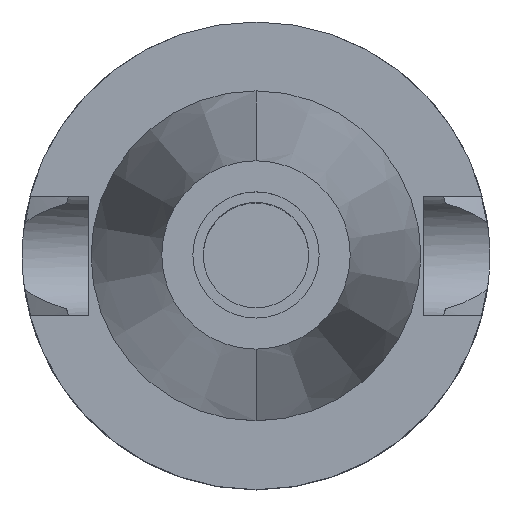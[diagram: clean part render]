
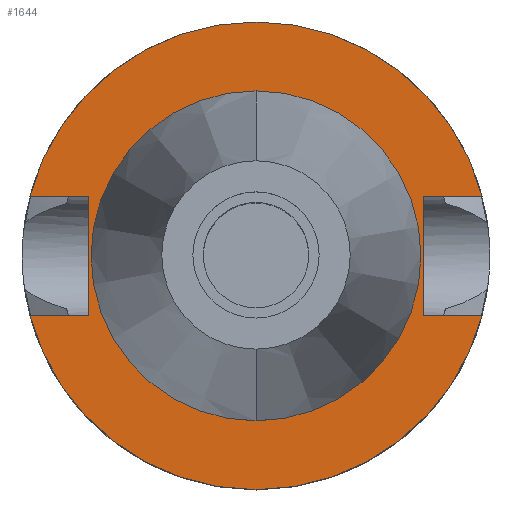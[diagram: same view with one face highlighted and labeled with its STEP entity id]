
A CAD part, top view. The second image highlights one B-rep face of the part: STEP entity #1644.
In plain terms, the highlighted planar face has unit normal (0, 0, 1).
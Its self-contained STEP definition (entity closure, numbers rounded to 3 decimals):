
#94=DIRECTION('',(0.,1.,0.));
#95=VECTOR('',#94,16.1);
#96=CARTESIAN_POINT('',(-22.5,-8.05,-1.));
#97=LINE('',#96,#95);
#101=DIRECTION('',(-1.,0.,0.));
#102=VECTOR('',#101,7.954);
#103=CARTESIAN_POINT('',(-22.5,8.05,-1.));
#104=LINE('',#103,#102);
#108=CARTESIAN_POINT('',(0.,0.,-1.));
#109=DIRECTION('',(0.,0.,-1.));
#110=DIRECTION('',(-0.967,0.256,0.));
#111=AXIS2_PLACEMENT_3D('',#108,#109,#110);
#116=CARTESIAN_POINT('',(0.,0.,-1.));
#117=DIRECTION('',(0.,0.,-1.));
#118=DIRECTION('',(0.,1.,0.));
#119=AXIS2_PLACEMENT_3D('',#116,#117,#118);
#124=DIRECTION('',(0.,-1.,0.));
#125=VECTOR('',#124,16.1);
#126=CARTESIAN_POINT('',(22.5,8.05,-1.));
#127=LINE('',#126,#125);
#131=DIRECTION('',(1.,0.,0.));
#132=VECTOR('',#131,7.954);
#133=CARTESIAN_POINT('',(22.5,-8.05,-1.));
#134=LINE('',#133,#132);
#138=CARTESIAN_POINT('',(0.,0.,-1.));
#139=DIRECTION('',(0.,0.,-1.));
#140=DIRECTION('',(0.967,-0.256,0.));
#141=AXIS2_PLACEMENT_3D('',#138,#139,#140);
#146=CARTESIAN_POINT('',(0.,0.,-1.));
#147=DIRECTION('',(0.,0.,-1.));
#148=DIRECTION('',(0.,-1.,0.));
#149=AXIS2_PLACEMENT_3D('',#146,#147,#148);
#154=CARTESIAN_POINT('',(0.,0.,-1.));
#155=DIRECTION('',(0.,0.,1.));
#156=DIRECTION('',(0.,1.,0.));
#157=AXIS2_PLACEMENT_3D('',#154,#155,#156);
#162=CARTESIAN_POINT('',(0.,0.,-1.));
#163=DIRECTION('',(0.,0.,1.));
#164=DIRECTION('',(0.,-1.,0.));
#165=AXIS2_PLACEMENT_3D('',#162,#163,#164);
#200=DIRECTION('',(-1.,0.,0.));
#201=VECTOR('',#200,7.954);
#202=CARTESIAN_POINT('',(-22.5,-8.05,-1.));
#203=LINE('',#202,#201);
#337=DIRECTION('',(1.,0.,0.));
#338=VECTOR('',#337,7.954);
#339=CARTESIAN_POINT('',(22.5,8.05,-1.));
#340=LINE('',#339,#338);
#1370=CARTESIAN_POINT('',(0.,22.225,-1.));
#1371=VERTEX_POINT('',#1370);
#1372=CARTESIAN_POINT('',(0.,-22.225,-1.));
#1373=VERTEX_POINT('',#1372);
#1374=CARTESIAN_POINT('',(-22.5,-8.05,-1.));
#1375=CARTESIAN_POINT('',(-22.5,8.05,-1.));
#1376=VERTEX_POINT('',#1374);
#1377=VERTEX_POINT('',#1375);
#1378=CARTESIAN_POINT('',(-30.454,8.05,-1.));
#1379=VERTEX_POINT('',#1378);
#1380=CARTESIAN_POINT('',(0.,31.5,-1.));
#1381=CARTESIAN_POINT('',(30.454,8.05,-1.));
#1382=VERTEX_POINT('',#1380);
#1383=VERTEX_POINT('',#1381);
#1384=CARTESIAN_POINT('',(22.5,8.05,-1.));
#1385=VERTEX_POINT('',#1384);
#1386=CARTESIAN_POINT('',(22.5,-8.05,-1.));
#1387=VERTEX_POINT('',#1386);
#1388=CARTESIAN_POINT('',(30.454,-8.05,-1.));
#1389=VERTEX_POINT('',#1388);
#1390=CARTESIAN_POINT('',(0.,-31.5,-1.));
#1391=CARTESIAN_POINT('',(-30.454,-8.05,-1.));
#1392=VERTEX_POINT('',#1390);
#1393=VERTEX_POINT('',#1391);
#1613=CARTESIAN_POINT('',(0.,0.,-1.));
#1614=DIRECTION('',(0.,0.,-1.));
#1615=DIRECTION('',(0.,-1.,0.));
#1616=AXIS2_PLACEMENT_3D('',#1613,#1614,#1615);
#1617=PLANE('',#1616);
#1619=ORIENTED_EDGE('',*,*,#1618,.T.);
#1621=ORIENTED_EDGE('',*,*,#1620,.T.);
#1623=ORIENTED_EDGE('',*,*,#1622,.T.);
#1625=ORIENTED_EDGE('',*,*,#1624,.T.);
#1627=ORIENTED_EDGE('',*,*,#1626,.F.);
#1629=ORIENTED_EDGE('',*,*,#1628,.T.);
#1631=ORIENTED_EDGE('',*,*,#1630,.T.);
#1633=ORIENTED_EDGE('',*,*,#1632,.T.);
#1635=ORIENTED_EDGE('',*,*,#1634,.T.);
#1637=ORIENTED_EDGE('',*,*,#1636,.F.);
#1638=EDGE_LOOP('',(#1619,#1621,#1623,#1625,#1627,#1629,#1631,#1633,#1635,
#1637));
#1639=FACE_OUTER_BOUND('',#1638,.F.);
#1640=ORIENTED_EDGE('',*,*,#1608,.T.);
#1641=ORIENTED_EDGE('',*,*,#1592,.T.);
#1642=EDGE_LOOP('',(#1640,#1641));
#1643=FACE_BOUND('',#1642,.F.);
#112=CIRCLE('',#111,31.5);
#120=CIRCLE('',#119,31.5);
#142=CIRCLE('',#141,31.5);
#150=CIRCLE('',#149,31.5);
#158=CIRCLE('',#157,22.225);
#166=CIRCLE('',#165,22.225);
#1592=EDGE_CURVE('',#1373,#1371,#166,.T.);
#1608=EDGE_CURVE('',#1371,#1373,#158,.T.);
#1618=EDGE_CURVE('',#1376,#1377,#97,.T.);
#1620=EDGE_CURVE('',#1377,#1379,#104,.T.);
#1622=EDGE_CURVE('',#1379,#1382,#112,.T.);
#1624=EDGE_CURVE('',#1382,#1383,#120,.T.);
#1626=EDGE_CURVE('',#1385,#1383,#340,.T.);
#1628=EDGE_CURVE('',#1385,#1387,#127,.T.);
#1630=EDGE_CURVE('',#1387,#1389,#134,.T.);
#1632=EDGE_CURVE('',#1389,#1392,#142,.T.);
#1634=EDGE_CURVE('',#1392,#1393,#150,.T.);
#1636=EDGE_CURVE('',#1376,#1393,#203,.T.);
#1644=ADVANCED_FACE('',(#1639,#1643),#1617,.F.);
